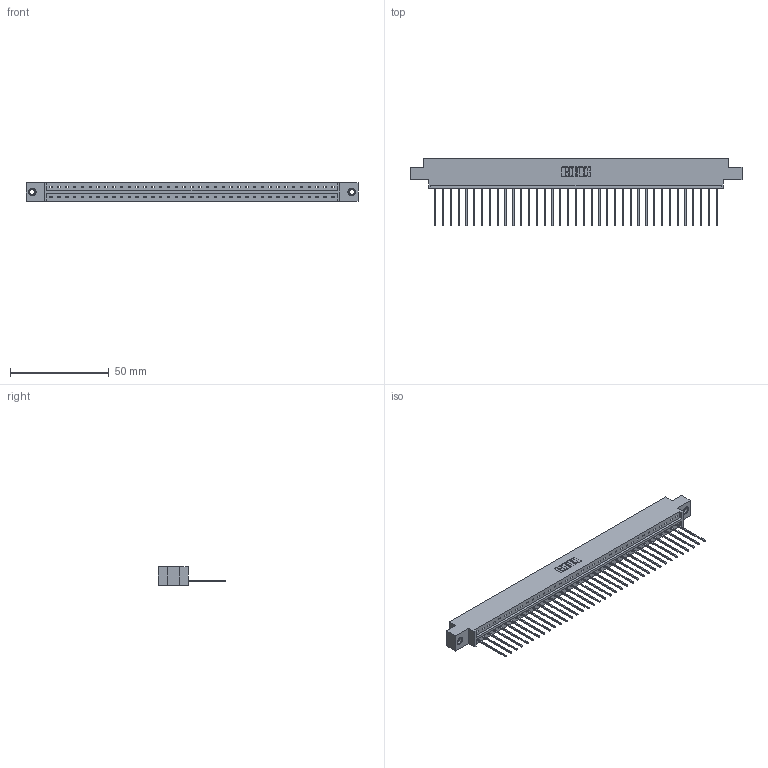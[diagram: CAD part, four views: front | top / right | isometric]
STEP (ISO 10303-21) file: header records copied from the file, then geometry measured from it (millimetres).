
FILE_DESCRIPTION (( 'STEP AP203' ), '1' );
FILE_NAME ('833-037-541-607.STEP', '2020-06-03T05:24:59', ( '' ), ( '' ), 'SwSTEP 2.0', 'SolidWorks 2020', '' );
FILE_SCHEMA (( 'CONFIG_CONTROL_DESIGN' ));
Length unit declared in the file: inch
Products named in the file (4): 345-292-001_345-293-141; 345-250-001_345-250-005-103; 833 Part_Offset - .156 Dia - TI; 833-037-541-607
Assembly tree (40 placements, depth 2):
  833-037-541-607
    833 Part_Offset - .156 Dia - TI
    345-292-001_345-293-141  x37
    345-250-001_345-250-005-103  x2
Bounding box: 168.15 x 34.3 x 9.4 mm (x, y, z)
Volume: 16758.2 mm3; surface area: 19084.6 mm2
Topology: 40 solids, 40 shells, 2324 faces, 6971 edges, 4590 vertices
Faces by surface type: plane 1660, cylinder 648, cone 12, torus 4
Entity records: 24602 total; most frequent: CARTESIAN_POINT 4228, ORIENTED_EDGE 4194, DIRECTION 3609, EDGE_CURVE 2097, LINE 1949, VECTOR 1949, VERTEX_POINT 1392, AXIS2_PLACEMENT_3D 830
